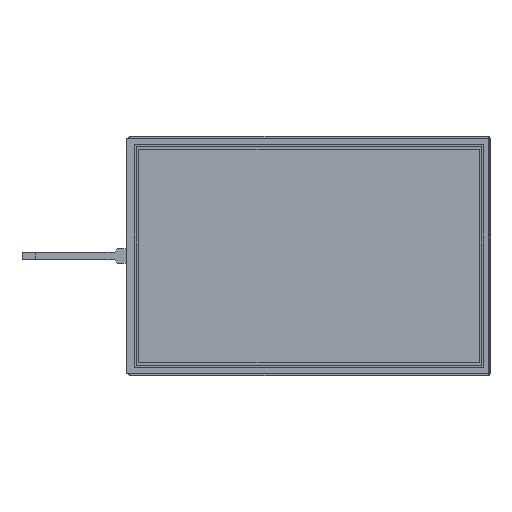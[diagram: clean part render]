
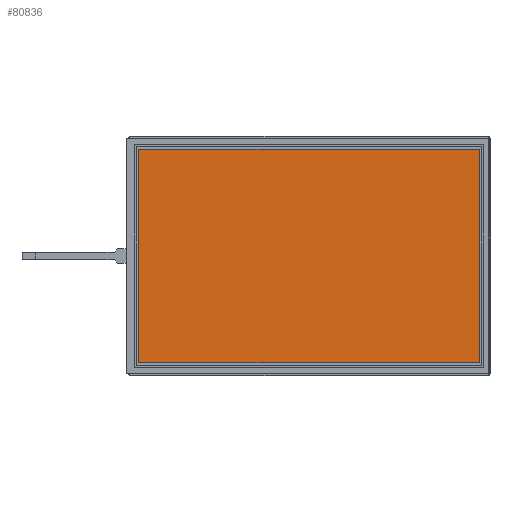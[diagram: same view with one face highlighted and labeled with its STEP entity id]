
A CAD part, top view. The second image highlights one B-rep face of the part: STEP entity #80836.
In plain terms, the highlighted planar face has unit normal (0, 0, 1).
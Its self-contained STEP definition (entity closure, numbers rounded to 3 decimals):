
#8631=FACE_OUTER_BOUND('',#13302,.T.);
#13302=EDGE_LOOP('',(#73447,#73448,#73449,#73450));
#22363=LINE('',#141496,#31445);
#22367=LINE('',#141504,#31449);
#22370=LINE('',#141510,#31452);
#22373=LINE('',#141515,#31455);
#31445=VECTOR('',#109819,10.);
#31449=VECTOR('',#109825,10.);
#31452=VECTOR('',#109830,10.);
#31455=VECTOR('',#109835,10.);
#38594=VERTEX_POINT('',#141494);
#38595=VERTEX_POINT('',#141495);
#38598=VERTEX_POINT('',#141503);
#38600=VERTEX_POINT('',#141509);
#50205=EDGE_CURVE('',#38594,#38595,#22363,.T.);
#50209=EDGE_CURVE('',#38598,#38594,#22367,.T.);
#50212=EDGE_CURVE('',#38600,#38598,#22370,.T.);
#50215=EDGE_CURVE('',#38595,#38600,#22373,.T.);
#73447=ORIENTED_EDGE('',*,*,#50205,.T.);
#73448=ORIENTED_EDGE('',*,*,#50215,.T.);
#73449=ORIENTED_EDGE('',*,*,#50212,.T.);
#73450=ORIENTED_EDGE('',*,*,#50209,.T.);
#76446=PLANE('',#87499);
#80836=ADVANCED_FACE('',(#8631),#76446,.T.);
#87499=AXIS2_PLACEMENT_3D('',#141543,#109861,#109862);
#109819=DIRECTION('',(1.,0.,0.));
#109825=DIRECTION('',(0.,-1.,0.));
#109830=DIRECTION('',(-1.,0.,0.));
#109835=DIRECTION('',(0.,1.,0.));
#109861=DIRECTION('center_axis',(0.,0.,
1.));
#109862=DIRECTION('ref_axis',(1.,0.,0.));
#141494=CARTESIAN_POINT('',(-130.81,-81.85,2.1));
#141495=CARTESIAN_POINT('',(130.81,-81.85,2.1));
#141496=CARTESIAN_POINT('',(-66.085,-81.85,2.1));
#141503=CARTESIAN_POINT('',(-130.81,81.85,2.1));
#141504=CARTESIAN_POINT('',(-130.81,40.925,2.1));
#141509=CARTESIAN_POINT('',(130.81,81.85,2.1));
#141510=CARTESIAN_POINT('',(64.725,81.85,2.1));
#141515=CARTESIAN_POINT('',(130.81,-40.925,2.1));
#141543=CARTESIAN_POINT('Origin',(-1.36,0.,
2.1));
